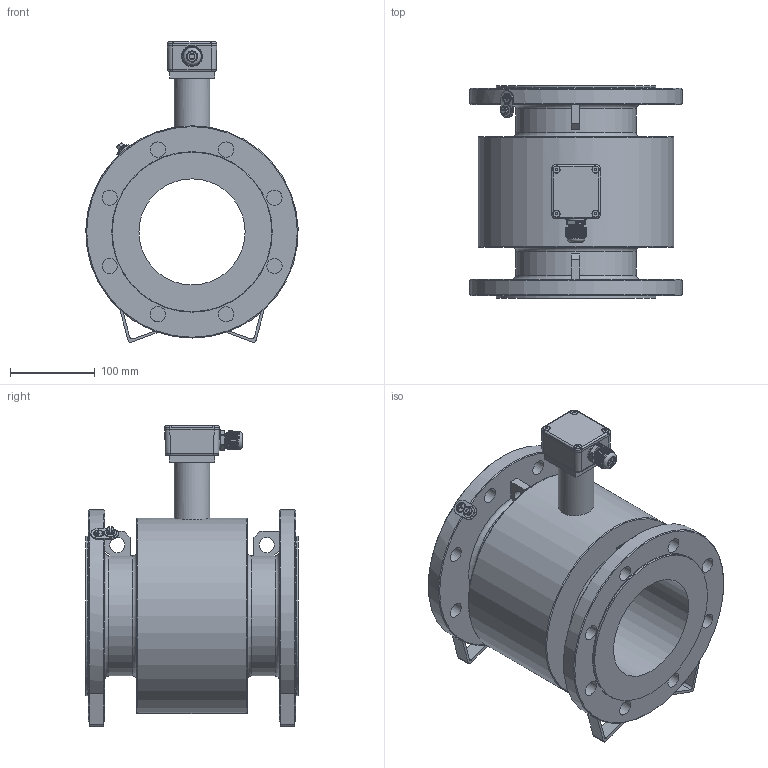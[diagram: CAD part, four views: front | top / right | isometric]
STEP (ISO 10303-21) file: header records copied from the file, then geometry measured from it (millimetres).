
FILE_DESCRIPTION(/* description */ (''),/* implementation_level */ '2;1');
FILE_NAME(/* name */ 'Flowmeter DN125 PN16 Separate.step',/* time_stamp */ '2023-10-05T17:27:15+03:00',/* author */ (''),/* organization */ (''),/* preprocessor_version */ 'ST-DEVELOPER v20',/* originating_system */ 'Autodesk Translation Framework v12.14.0.127',/* authorisation */ '');
FILE_SCHEMA (('AUTOMOTIVE_DESIGN { 1 0 10303 214 3 1 1 }'));
Length unit declared in the file: millimetre
Products named in the file (4): (Unsaved); Flowmeter v11; B_Separate_version; box
Assembly tree (3 placements, depth 4):
  (Unsaved)
    Flowmeter v11
      B_Separate_version
        box
Bounding box: 249.94 x 250 x 354 mm (x, y, z)
Volume: 5770266.4 mm3; surface area: 501740.9 mm2
Topology: 2 solids, 2 shells, 1460 faces, 3422 edges, 1987 vertices
Faces by surface type: plane 459, cylinder 435, bspline 250, sphere 156, torus 102, cone 58
Full cylindrical faces by diameter (mm): 3.332 x2, 3.961 x9, 4.234 x4, 4.5 x2, 5 x7, 5.5 x1, 6 x1, 7 x4, 8 x4, 10.394 x1, 10.9 x1, 11.3 x1, 12.394 x1, 13 x1, 14 x1, 15 x1, 17 x2, 18 x18, 21 x1, 24.5 x1, 42 x2, 125 x1, 141.5 x2, 188 x2, 230 x1
Entity records: 73297 total; most frequent: CARTESIAN_POINT 39591, DIRECTION 6887, ORIENTED_EDGE 6846, EDGE_CURVE 3423, AXIS2_PLACEMENT_3D 2727, VERTEX_POINT 1987, EDGE_LOOP 1548, FACE_OUTER_BOUND 1460
